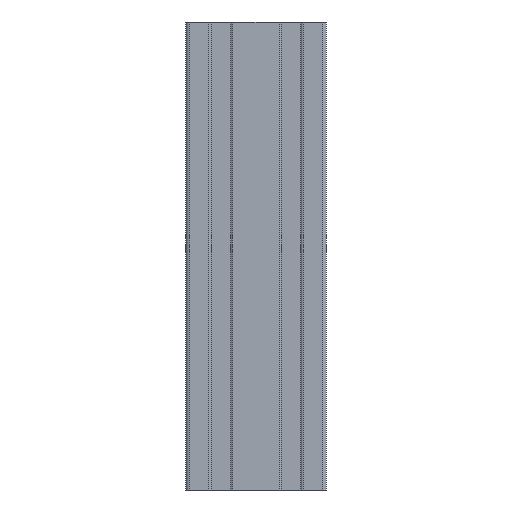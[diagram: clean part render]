
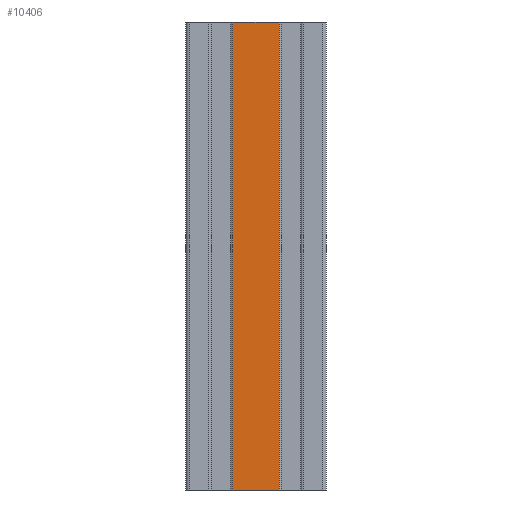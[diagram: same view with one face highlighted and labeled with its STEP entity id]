
A CAD part, left-side view. The second image highlights one B-rep face of the part: STEP entity #10406.
In plain terms, the highlighted planar face has unit normal (-1, 0, 0).
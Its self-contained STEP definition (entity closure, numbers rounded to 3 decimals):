
#242 = CARTESIAN_POINT ( 'NONE',  ( 1261.797, 461.996, 0. ) ) ;
#326 = VECTOR ( 'NONE', #5173, 1000. ) ;
#543 = AXIS2_PLACEMENT_3D ( 'NONE', #7496, #3487, #8795 ) ;
#904 = LINE ( 'NONE', #5285, #326 ) ;
#956 = DIRECTION ( 'NONE',  ( 0., -1., 0. ) ) ;
#1492 = ORIENTED_EDGE ( 'NONE', *, *, #10528, .T. ) ;
#1534 = ORIENTED_EDGE ( 'NONE', *, *, #5011, .F. ) ;
#1543 = VECTOR ( 'NONE', #10181, 1000. ) ;
#1570 = ORIENTED_EDGE ( 'NONE', *, *, #3144, .F. ) ;
#1619 = ORIENTED_EDGE ( 'NONE', *, *, #4992, .T. ) ;
#2251 = VECTOR ( 'NONE', #956, 1000. ) ;
#3144 = EDGE_CURVE ( 'NONE', #9181, #6721, #904, .T. ) ;
#3487 = DIRECTION ( 'NONE',  ( 1., 0., 0. ) ) ;
#3580 = CARTESIAN_POINT ( 'NONE',  ( 1261.797, 481.696, 0. ) ) ;
#4522 = CARTESIAN_POINT ( 'NONE',  ( 1261.797, 481.696, 200. ) ) ;
#4830 = LINE ( 'NONE', #10276, #10355 ) ;
#4992 = EDGE_CURVE ( 'NONE', #9181, #10747, #4830, .T. ) ;
#5011 = EDGE_CURVE ( 'NONE', #6721, #10625, #9454, .T. ) ;
#5173 = DIRECTION ( 'NONE',  ( 0., -1., 0. ) ) ;
#5285 = CARTESIAN_POINT ( 'NONE',  ( 1261.797, 461.996, 200. ) ) ;
#5948 = PLANE ( 'NONE',  #543 ) ;
#6721 = VERTEX_POINT ( 'NONE', #10352 ) ;
#6894 = EDGE_LOOP ( 'NONE', ( #1492, #1534, #1570, #1619 ) ) ;
#7496 = CARTESIAN_POINT ( 'NONE',  ( 1261.797, 461.996, 200. ) ) ;
#8352 = CARTESIAN_POINT ( 'NONE',  ( 1261.797, 461.996, 0. ) ) ;
#8795 = DIRECTION ( 'NONE',  ( 0., 1., 0. ) ) ;
#9181 = VERTEX_POINT ( 'NONE', #4522 ) ;
#9454 = LINE ( 'NONE', #10110, #1543 ) ;
#9539 = LINE ( 'NONE', #242, #2251 ) ;
#10110 = CARTESIAN_POINT ( 'NONE',  ( 1261.797, 461.996, 200. ) ) ;
#10181 = DIRECTION ( 'NONE',  ( 0., 0., -1. ) ) ;
#10276 = CARTESIAN_POINT ( 'NONE',  ( 1261.797, 481.696, 200. ) ) ;
#10294 = DIRECTION ( 'NONE',  ( 0., 0., -1. ) ) ;
#10314 = FACE_OUTER_BOUND ( 'NONE', #6894, .T. ) ;
#10352 = CARTESIAN_POINT ( 'NONE',  ( 1261.797, 461.996, 200. ) ) ;
#10355 = VECTOR ( 'NONE', #10294, 1000. ) ;
#10406 = ADVANCED_FACE ( 'NONE', ( #10314 ), #5948, .F. ) ;
#10528 = EDGE_CURVE ( 'NONE', #10747, #10625, #9539, .T. ) ;
#10625 = VERTEX_POINT ( 'NONE', #8352 ) ;
#10747 = VERTEX_POINT ( 'NONE', #3580 ) ;
